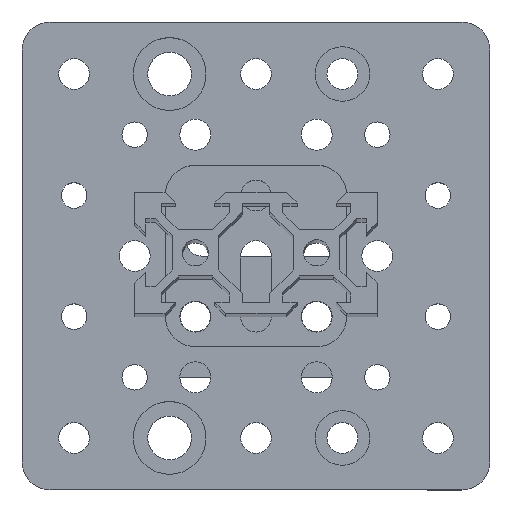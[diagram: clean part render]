
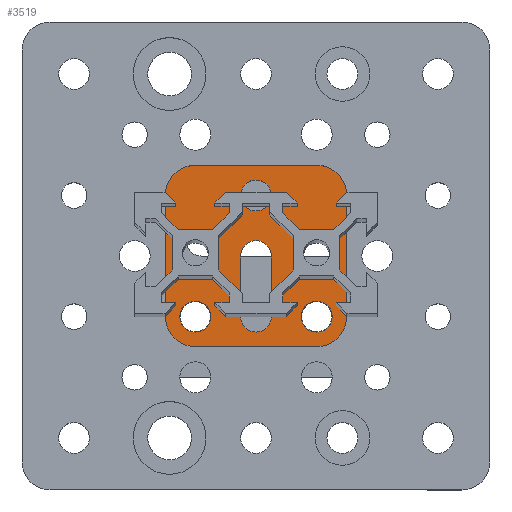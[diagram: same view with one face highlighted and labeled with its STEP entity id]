
A CAD part, top view. The second image highlights one B-rep face of the part: STEP entity #3519.
In plain terms, the highlighted planar face has unit normal (0, 0, 1).
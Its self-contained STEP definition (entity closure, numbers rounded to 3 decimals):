
#128=FACE_BOUND('',#578,.T.);
#129=FACE_BOUND('',#579,.T.);
#130=FACE_BOUND('',#580,.T.);
#131=FACE_BOUND('',#581,.T.);
#132=FACE_BOUND('',#582,.T.);
#133=FACE_BOUND('',#583,.T.);
#238=CIRCLE('',#3851,4.92);
#240=CIRCLE('',#3855,4.92);
#242=CIRCLE('',#3859,4.92);
#244=CIRCLE('',#3863,4.92);
#245=CIRCLE('',#3866,2.55);
#246=CIRCLE('',#3867,2.55);
#247=CIRCLE('',#3868,2.55);
#248=CIRCLE('',#3869,2.55);
#249=CIRCLE('',#3870,2.55);
#250=CIRCLE('',#3871,2.55);
#251=CIRCLE('',#3872,2.55);
#374=FACE_OUTER_BOUND('',#577,.T.);
#577=EDGE_LOOP('',(#2608,#2609,#2610,#2611,#2612,#2613,#2614,#2615));
#578=EDGE_LOOP('',(#2616,#2617,#2618,#2619));
#579=EDGE_LOOP('',(#2620));
#580=EDGE_LOOP('',(#2621));
#581=EDGE_LOOP('',(#2622));
#582=EDGE_LOOP('',(#2623));
#583=EDGE_LOOP('',(#2624));
#849=LINE('',#5335,#1225);
#853=LINE('',#5347,#1229);
#857=LINE('',#5359,#1233);
#860=LINE('',#5368,#1236);
#861=LINE('',#5374,#1237);
#862=LINE('',#5377,#1238);
#1225=VECTOR('',#4348,10.);
#1229=VECTOR('',#4360,10.);
#1233=VECTOR('',#4372,10.);
#1236=VECTOR('',#4383,10.);
#1237=VECTOR('',#4388,10.);
#1238=VECTOR('',#4391,10.);
#1602=VERTEX_POINT('',#5325);
#1603=VERTEX_POINT('',#5327);
#1605=VERTEX_POINT('',#5333);
#1607=VERTEX_POINT('',#5339);
#1609=VERTEX_POINT('',#5345);
#1611=VERTEX_POINT('',#5351);
#1613=VERTEX_POINT('',#5357);
#1615=VERTEX_POINT('',#5363);
#1616=VERTEX_POINT('',#5370);
#1617=VERTEX_POINT('',#5371);
#1618=VERTEX_POINT('',#5373);
#1619=VERTEX_POINT('',#5375);
#1620=VERTEX_POINT('',#5378);
#1621=VERTEX_POINT('',#5380);
#1622=VERTEX_POINT('',#5382);
#1623=VERTEX_POINT('',#5384);
#1624=VERTEX_POINT('',#5386);
#1971=EDGE_CURVE('',#1602,#1603,#238,.T.);
#1975=EDGE_CURVE('',#1605,#1602,#849,.T.);
#1978=EDGE_CURVE('',#1607,#1605,#240,.T.);
#1981=EDGE_CURVE('',#1609,#1607,#853,.T.);
#1984=EDGE_CURVE('',#1611,#1609,#242,.T.);
#1987=EDGE_CURVE('',#1613,#1611,#857,.T.);
#1990=EDGE_CURVE('',#1615,#1613,#244,.T.);
#1992=EDGE_CURVE('',#1603,#1615,#860,.T.);
#1993=EDGE_CURVE('',#1616,#1617,#245,.T.);
#1994=EDGE_CURVE('',#1618,#1616,#861,.T.);
#1995=EDGE_CURVE('',#1619,#1618,#246,.T.);
#1996=EDGE_CURVE('',#1617,#1619,#862,.T.);
#1997=EDGE_CURVE('',#1620,#1620,#247,.T.);
#1998=EDGE_CURVE('',#1621,#1621,#248,.T.);
#1999=EDGE_CURVE('',#1622,#1622,#249,.T.);
#2000=EDGE_CURVE('',#1623,#1623,#250,.T.);
#2001=EDGE_CURVE('',#1624,#1624,#251,.T.);
#2608=ORIENTED_EDGE('',*,*,#1992,.F.);
#2609=ORIENTED_EDGE('',*,*,#1971,.F.);
#2610=ORIENTED_EDGE('',*,*,#1975,.F.);
#2611=ORIENTED_EDGE('',*,*,#1978,.F.);
#2612=ORIENTED_EDGE('',*,*,#1981,.F.);
#2613=ORIENTED_EDGE('',*,*,#1984,.F.);
#2614=ORIENTED_EDGE('',*,*,#1987,.F.);
#2615=ORIENTED_EDGE('',*,*,#1990,.F.);
#2616=ORIENTED_EDGE('',*,*,#1993,.F.);
#2617=ORIENTED_EDGE('',*,*,#1994,.F.);
#2618=ORIENTED_EDGE('',*,*,#1995,.F.);
#2619=ORIENTED_EDGE('',*,*,#1996,.F.);
#2620=ORIENTED_EDGE('',*,*,#1997,.F.);
#2621=ORIENTED_EDGE('',*,*,#1998,.F.);
#2622=ORIENTED_EDGE('',*,*,#1999,.F.);
#2623=ORIENTED_EDGE('',*,*,#2000,.F.);
#2624=ORIENTED_EDGE('',*,*,#2001,.F.);
#3373=PLANE('',#3865);
#3519=ADVANCED_FACE('',(#374,#128,#129,#130,#131,#132,#133),#3373,.T.);
#3851=AXIS2_PLACEMENT_3D('',#5328,#4341,#4342);
#3855=AXIS2_PLACEMENT_3D('',#5341,#4354,#4355);
#3859=AXIS2_PLACEMENT_3D('',#5353,#4366,#4367);
#3863=AXIS2_PLACEMENT_3D('',#5365,#4378,#4379);
#3865=AXIS2_PLACEMENT_3D('',#5369,#4384,#4385);
#3866=AXIS2_PLACEMENT_3D('',#5372,#4386,#4387);
#3867=AXIS2_PLACEMENT_3D('',#5376,#4389,#4390);
#3868=AXIS2_PLACEMENT_3D('',#5379,#4392,#4393);
#3869=AXIS2_PLACEMENT_3D('',#5381,#4394,#4395);
#3870=AXIS2_PLACEMENT_3D('',#5383,#4396,#4397);
#3871=AXIS2_PLACEMENT_3D('',#5385,#4398,#4399);
#3872=AXIS2_PLACEMENT_3D('',#5387,#4400,#4401);
#4341=DIRECTION('center_axis',(0.,0.,-1.));
#4342=DIRECTION('ref_axis',(1.,0.,0.));
#4348=DIRECTION('',(-1.,0.,0.));
#4354=DIRECTION('center_axis',(0.,0.,-1.));
#4355=DIRECTION('ref_axis',(0.,1.,0.));
#4360=DIRECTION('',(0.,-1.,0.));
#4366=DIRECTION('center_axis',(0.,0.,-1.));
#4367=DIRECTION('ref_axis',(-1.,0.,0.));
#4372=DIRECTION('',(1.,0.,0.));
#4378=DIRECTION('center_axis',(0.,0.,-1.));
#4379=DIRECTION('ref_axis',(0.,-1.,0.));
#4383=DIRECTION('',(0.,1.,0.));
#4384=DIRECTION('center_axis',(0.,0.,1.));
#4385=DIRECTION('ref_axis',(1.,0.,0.));
#4386=DIRECTION('center_axis',(0.,0.,1.));
#4387=DIRECTION('ref_axis',(0.,-1.,0.));
#4388=DIRECTION('',(1.,0.,0.));
#4389=DIRECTION('center_axis',(0.,0.,1.));
#4390=DIRECTION('ref_axis',(0.,1.,0.));
#4391=DIRECTION('',(-1.,0.,0.));
#4392=DIRECTION('center_axis',(0.,0.,1.));
#4393=DIRECTION('ref_axis',(-1.,0.,0.));
#4394=DIRECTION('center_axis',(0.,0.,1.));
#4395=DIRECTION('ref_axis',(-1.,0.,0.));
#4396=DIRECTION('center_axis',(0.,0.,1.));
#4397=DIRECTION('ref_axis',(-1.,0.,0.));
#4398=DIRECTION('center_axis',(0.,0.,1.));
#4399=DIRECTION('ref_axis',(-1.,0.,0.));
#4400=DIRECTION('center_axis',(0.,0.,1.));
#4401=DIRECTION('ref_axis',(-1.,0.,0.));
#5325=CARTESIAN_POINT('',(-10.025,-14.955,4.5));
#5327=CARTESIAN_POINT('',(-14.945,-10.035,4.5));
#5328=CARTESIAN_POINT('Origin',(-10.025,-10.035,4.5));
#5333=CARTESIAN_POINT('',(10.035,-14.955,4.5));
#5335=CARTESIAN_POINT('',(10.035,-14.955,4.5));
#5339=CARTESIAN_POINT('',(14.955,-10.035,4.5));
#5341=CARTESIAN_POINT('Origin',(10.035,-10.035,4.5));
#5345=CARTESIAN_POINT('',(14.955,10.025,4.5));
#5347=CARTESIAN_POINT('',(14.955,10.025,4.5));
#5351=CARTESIAN_POINT('',(10.035,14.945,4.5));
#5353=CARTESIAN_POINT('Origin',(10.035,10.025,4.5));
#5357=CARTESIAN_POINT('',(-10.025,14.945,4.5));
#5359=CARTESIAN_POINT('',(-10.025,14.945,4.5));
#5363=CARTESIAN_POINT('',(-14.945,10.025,4.5));
#5365=CARTESIAN_POINT('Origin',(-10.025,10.025,4.5));
#5368=CARTESIAN_POINT('',(-14.945,-10.035,4.5));
#5369=CARTESIAN_POINT('Origin',(0.005,-0.005,
4.5));
#5370=CARTESIAN_POINT('',(0.,-2.55,4.5));
#5371=CARTESIAN_POINT('',(0.,2.55,4.5));
#5372=CARTESIAN_POINT('Origin',(0.,0.,
4.5));
#5373=CARTESIAN_POINT('',(-10.,-2.55,4.5));
#5374=CARTESIAN_POINT('',(-4.997,-2.55,4.5));
#5375=CARTESIAN_POINT('',(-10.,2.55,4.5));
#5376=CARTESIAN_POINT('Origin',(-10.,0.,4.5));
#5377=CARTESIAN_POINT('',(0.003,2.55,4.5));
#5378=CARTESIAN_POINT('',(2.55,-10.,4.5));
#5379=CARTESIAN_POINT('Origin',(0.,-10.,4.5));
#5380=CARTESIAN_POINT('',(-7.45,-10.,4.5));
#5381=CARTESIAN_POINT('Origin',(-10.,-10.,4.5));
#5382=CARTESIAN_POINT('',(12.52,0.,4.5));
#5383=CARTESIAN_POINT('Origin',(9.97,0.,
4.5));
#5384=CARTESIAN_POINT('',(2.55,10.,4.5));
#5385=CARTESIAN_POINT('Origin',(0.,10.,4.5));
#5386=CARTESIAN_POINT('',(-7.45,10.,4.5));
#5387=CARTESIAN_POINT('Origin',(-10.,10.,4.5));
